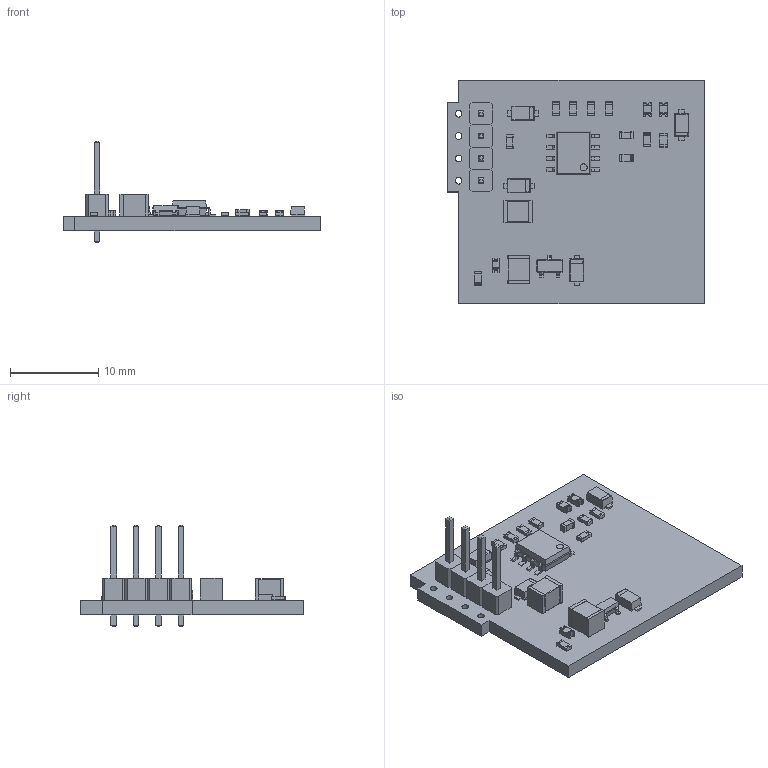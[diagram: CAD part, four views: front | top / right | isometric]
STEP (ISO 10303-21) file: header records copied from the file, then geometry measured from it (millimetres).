
FILE_DESCRIPTION(('KiCad electronic assembly'),'2;1');
FILE_NAME('02_Batt_Alim.step','2021-09-14T16:43:40',('An Author'),( 'A Company'),'Open CASCADE STEP processor 6.9', 'KiCad to STEP converter','Unknown');
FILE_SCHEMA(('AUTOMOTIVE_DESIGN { 1 0 10303 214 1 1 1 1 }'));
Length unit declared in the file: millimetre
Products named in the file (18): Open CASCADE STEP translator 6.9 1; SOT-23; SOLID; C_0603_1608Metric; C_1210_3225Metric; D_0603_1608Metric; R_0603_1608Metric; D_SOD-123F; TP4056; COMPOUND; PinHeader_1x01_P2.54mm_Vertical
Assembly tree (34 placements, depth 3):
  Open CASCADE STEP translator 6.9 1
    SOT-23
      SOLID
    C_0603_1608Metric  x2
      SOLID
    C_1210_3225Metric  x2
      SOLID
    D_0603_1608Metric  x3
      SOLID
    R_0603_1608Metric  x8
      SOLID
    D_SOD-123F  x4
      SOLID
    TP4056
      COMPOUND
    PinHeader_1x01_P2.54mm_Vertical  x4
      SOLID
    COMPOUND
Bounding box: 29.21 x 25.4 x 11.54 mm (x, y, z)
Volume: 1323.5 mm3; surface area: 2248.4 mm2
Topology: 36 solids, 36 shells, 901 faces, 2250 edges, 1446 vertices
Faces by surface type: plane 618, cylinder 216, bspline 67
Full cylindrical faces by diameter (mm): 0.6 x6, 0.762 x4, 1 x4
Entity records: 28827 total; most frequent: CARTESIAN_POINT 5489, DIRECTION 3951, LINE 2575, VECTOR 2575, ORIENTED_EDGE 2084, PCURVE 2084, DEFINITIONAL_REPRESENTATION 2084, EDGE_CURVE 1042
